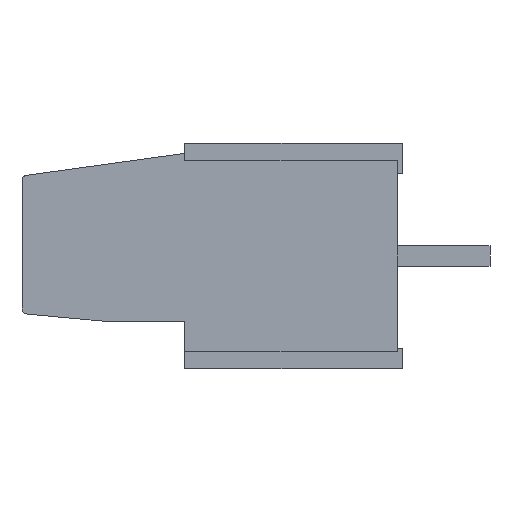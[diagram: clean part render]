
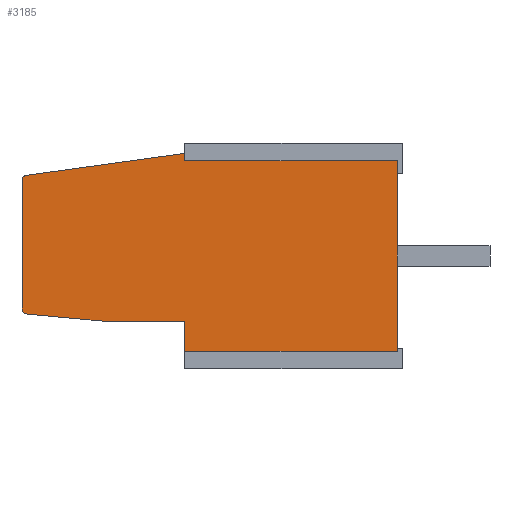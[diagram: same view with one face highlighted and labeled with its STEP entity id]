
A CAD part, left-side view. The second image highlights one B-rep face of the part: STEP entity #3185.
In plain terms, the highlighted planar face has unit normal (-1, 0, 0).
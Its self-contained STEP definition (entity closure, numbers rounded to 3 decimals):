
#64 = DIRECTION ( 'NONE',  ( 1., 0., 0. ) ) ;
#156 = VERTEX_POINT ( 'NONE', #3780 ) ;
#240 = DIRECTION ( 'NONE',  ( 0., 1., 0. ) ) ;
#267 = CARTESIAN_POINT ( 'NONE',  ( -7.62, 12., -2.6 ) ) ;
#406 = CARTESIAN_POINT ( 'NONE',  ( -7.62, 8.7, 4.1 ) ) ;
#419 = EDGE_CURVE ( 'NONE', #1992, #156, #2673, .T. ) ;
#421 = CARTESIAN_POINT ( 'NONE',  ( -7.62, 15.027, 3.224 ) ) ;
#439 = VECTOR ( 'NONE', #646, 1000. ) ;
#447 = CARTESIAN_POINT ( 'NONE',  ( -7.62, 8.7, -2.6 ) ) ;
#513 = DIRECTION ( 'NONE',  ( 0., 0.137, 0.991 ) ) ;
#576 = VECTOR ( 'NONE', #3707, 1000. ) ;
#610 = VECTOR ( 'NONE', #1765, 1000. ) ;
#628 = EDGE_CURVE ( 'NONE', #2330, #2957, #2460, .T. ) ;
#646 = DIRECTION ( 'NONE',  ( 0., 1., 0. ) ) ;
#658 = CARTESIAN_POINT ( 'NONE',  ( -7.62, 12., -2.6 ) ) ;
#682 = CIRCLE ( 'NONE', #4105, 0.2 ) ;
#720 = VECTOR ( 'NONE', #828, 1000. ) ;
#828 = DIRECTION ( 'NONE',  ( 0., 0., -1. ) ) ;
#870 = CIRCLE ( 'NONE', #3245, 0.2 ) ;
#968 = DIRECTION ( 'NONE',  ( 0., 0., 1. ) ) ;
#1010 = ORIENTED_EDGE ( 'NONE', *, *, #419, .F. ) ;
#1051 = CARTESIAN_POINT ( 'NONE',  ( -7.62, 8.7, -3.8 ) ) ;
#1169 = CARTESIAN_POINT ( 'NONE',  ( -7.62, 8.7, 4.1 ) ) ;
#1187 = CARTESIAN_POINT ( 'NONE',  ( -7.62, 0.2, -3.8 ) ) ;
#1214 = CARTESIAN_POINT ( 'NONE',  ( -7.62, 0.2, -3.8 ) ) ;
#1274 = DIRECTION ( 'NONE',  ( 0., 1., 0. ) ) ;
#1325 = EDGE_CURVE ( 'NONE', #4851, #2232, #2989, .T. ) ;
#1335 = CARTESIAN_POINT ( 'NONE',  ( -7.62, 15., -2.118 ) ) ;
#1387 = CARTESIAN_POINT ( 'NONE',  ( -7.62, 8.7, -3.8 ) ) ;
#1409 = LINE ( 'NONE', #267, #576 ) ;
#1540 = VECTOR ( 'NONE', #4492, 1000. ) ;
#1609 = CARTESIAN_POINT ( 'NONE',  ( -7.62, 0., 4.5 ) ) ;
#1631 = LINE ( 'NONE', #2725, #3147 ) ;
#1686 = EDGE_CURVE ( 'NONE', #1709, #2330, #3656, .T. ) ;
#1709 = VERTEX_POINT ( 'NONE', #1051 ) ;
#1715 = DIRECTION ( 'NONE',  ( -1., 0., 0. ) ) ;
#1735 = CARTESIAN_POINT ( 'NONE',  ( -7.62, 15.2, -2.118 ) ) ;
#1765 = DIRECTION ( 'NONE',  ( 0., 0., 1. ) ) ;
#1966 = CARTESIAN_POINT ( 'NONE',  ( -7.62, 8.7, 3.8 ) ) ;
#1992 = VERTEX_POINT ( 'NONE', #1735 ) ;
#2035 = CARTESIAN_POINT ( 'NONE',  ( -7.62, 15.019, -2.317 ) ) ;
#2174 = EDGE_CURVE ( 'NONE', #2957, #3881, #1409, .T. ) ;
#2199 = VERTEX_POINT ( 'NONE', #2208 ) ;
#2208 = CARTESIAN_POINT ( 'NONE',  ( -7.62, 15.027, 3.224 ) ) ;
#2232 = VERTEX_POINT ( 'NONE', #1966 ) ;
#2256 = EDGE_CURVE ( 'NONE', #2199, #4851, #3079, .T. ) ;
#2257 = LINE ( 'NONE', #1187, #3965 ) ;
#2307 = EDGE_LOOP ( 'NONE', ( #3567, #3692, #4296, #4855, #1010, #3738, #3471, #2819, #3031, #4647, #4262 ) ) ;
#2330 = VERTEX_POINT ( 'NONE', #447 ) ;
#2353 = PLANE ( 'NONE',  #3218 ) ;
#2372 = FACE_OUTER_BOUND ( 'NONE', #2307, .T. ) ;
#2460 = LINE ( 'NONE', #4012, #439 ) ;
#2538 = EDGE_CURVE ( 'NONE', #2886, #4836, #4797, .T. ) ;
#2673 = LINE ( 'NONE', #3016, #1540 ) ;
#2725 = CARTESIAN_POINT ( 'NONE',  ( -7.62, 0.2, 3.8 ) ) ;
#2819 = ORIENTED_EDGE ( 'NONE', *, *, #628, .F. ) ;
#2886 = VERTEX_POINT ( 'NONE', #1214 ) ;
#2957 = VERTEX_POINT ( 'NONE', #658 ) ;
#2989 = LINE ( 'NONE', #406, #720 ) ;
#3005 = CARTESIAN_POINT ( 'NONE',  ( -7.62, 0.2, 3.8 ) ) ;
#3016 = CARTESIAN_POINT ( 'NONE',  ( -7.62, 15.2, -2.118 ) ) ;
#3031 = ORIENTED_EDGE ( 'NONE', *, *, #1686, .F. ) ;
#3079 = LINE ( 'NONE', #421, #3202 ) ;
#3147 = VECTOR ( 'NONE', #1274, 1000. ) ;
#3185 = ADVANCED_FACE ( 'NONE', ( #2372 ), #2353, .F. ) ;
#3202 = VECTOR ( 'NONE', #4927, 1000. ) ;
#3209 = EDGE_CURVE ( 'NONE', #2199, #156, #682, .T. ) ;
#3218 = AXIS2_PLACEMENT_3D ( 'NONE', #1609, #64, #4623 ) ;
#3245 = AXIS2_PLACEMENT_3D ( 'NONE', #1335, #1715, #240 ) ;
#3263 = EDGE_CURVE ( 'NONE', #4836, #2232, #1631, .T. ) ;
#3375 = DIRECTION ( 'NONE',  ( 0., 1., 0. ) ) ;
#3449 = VECTOR ( 'NONE', #968, 1000. ) ;
#3471 = ORIENTED_EDGE ( 'NONE', *, *, #2174, .F. ) ;
#3567 = ORIENTED_EDGE ( 'NONE', *, *, #3263, .T. ) ;
#3656 = LINE ( 'NONE', #1387, #610 ) ;
#3692 = ORIENTED_EDGE ( 'NONE', *, *, #1325, .F. ) ;
#3707 = DIRECTION ( 'NONE',  ( 0., 0.996, 0.093 ) ) ;
#3738 = ORIENTED_EDGE ( 'NONE', *, *, #4670, .T. ) ;
#3780 = CARTESIAN_POINT ( 'NONE',  ( -7.62, 15.2, 3.026 ) ) ;
#3881 = VERTEX_POINT ( 'NONE', #2035 ) ;
#3963 = CARTESIAN_POINT ( 'NONE',  ( -7.62, 0.2, -3.8 ) ) ;
#3965 = VECTOR ( 'NONE', #3375, 1000. ) ;
#4012 = CARTESIAN_POINT ( 'NONE',  ( -7.62, 8.7, -2.6 ) ) ;
#4105 = AXIS2_PLACEMENT_3D ( 'NONE', #4692, #4644, #513 ) ;
#4149 = EDGE_CURVE ( 'NONE', #2886, #1709, #2257, .T. ) ;
#4262 = ORIENTED_EDGE ( 'NONE', *, *, #2538, .T. ) ;
#4296 = ORIENTED_EDGE ( 'NONE', *, *, #2256, .F. ) ;
#4492 = DIRECTION ( 'NONE',  ( 0., 0., 1. ) ) ;
#4623 = DIRECTION ( 'NONE',  ( 0., 1., 0. ) ) ;
#4644 = DIRECTION ( 'NONE',  ( -1., 0., 0. ) ) ;
#4647 = ORIENTED_EDGE ( 'NONE', *, *, #4149, .F. ) ;
#4670 = EDGE_CURVE ( 'NONE', #1992, #3881, #870, .T. ) ;
#4692 = CARTESIAN_POINT ( 'NONE',  ( -7.62, 15., 3.026 ) ) ;
#4797 = LINE ( 'NONE', #3963, #3449 ) ;
#4836 = VERTEX_POINT ( 'NONE', #3005 ) ;
#4851 = VERTEX_POINT ( 'NONE', #1169 ) ;
#4855 = ORIENTED_EDGE ( 'NONE', *, *, #3209, .T. ) ;
#4927 = DIRECTION ( 'NONE',  ( 0., -0.991, 0.137 ) ) ;
